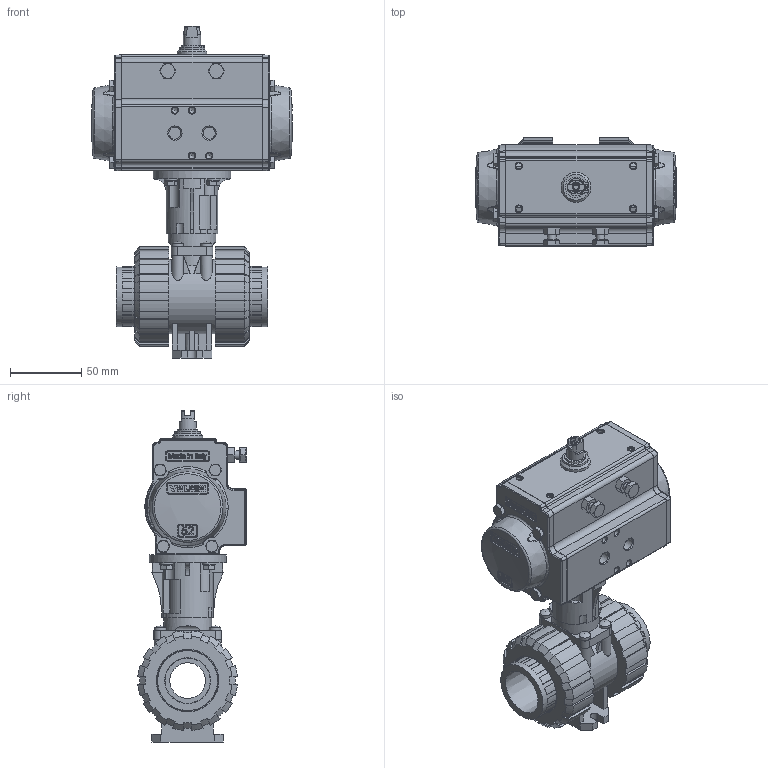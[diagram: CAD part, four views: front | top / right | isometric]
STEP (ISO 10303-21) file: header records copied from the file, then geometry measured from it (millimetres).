
FILE_DESCRIPTION((''),'2;1');
FILE_NAME('PV10053A - 032 - DA052.stp','2021-08-16T08:55:39',('RL'),(''),'Autodesk Inventor 2012','Autodesk Inventor 2012','');
FILE_SCHEMA(('AUTOMOTIVE_DESIGN { 1 0 10303 214 1 1 1 1 }'));
Length unit declared in the file: millimetre
Products named in the file (1): PV10053A_032_82DASR052
Bounding box: 140.63 x 75.89 x 232.5 mm (x, y, z)
Volume: 881729.9 mm3; surface area: 118442.3 mm2
Topology: 1 solids, 4 shells, 1940 faces, 5153 edges, 3280 vertices
Faces by surface type: plane 932, bspline 376, cylinder 308, cone 247, torus 69, sphere 8
Full cylindrical faces by diameter (mm): 1.5 x2, 4.2 x8, 5 x5, 5.5 x4, 6 x2, 6.88 x4, 8 x12, 8.4 x4, 8.5 x2, 10 x2, 11.1 x1, 12 x1, 13.119 x1, 18 x1, 18.4 x1, 21 x1, 22.9 x1, 23 x1, 25 x1, 27.4 x2, 33.6 x1, 42 x2, 43 x2, 43.8 x2, 51.8 x2, 52 x3, 54 x1
Entity records: 85596 total; most frequent: CARTESIAN_POINT 38925, ORIENTED_EDGE 9972, DIRECTION 8594, EDGE_CURVE 4986, VERTEX_POINT 3232, AXIS2_PLACEMENT_3D 3174, VECTOR 2246, LINE 2246
